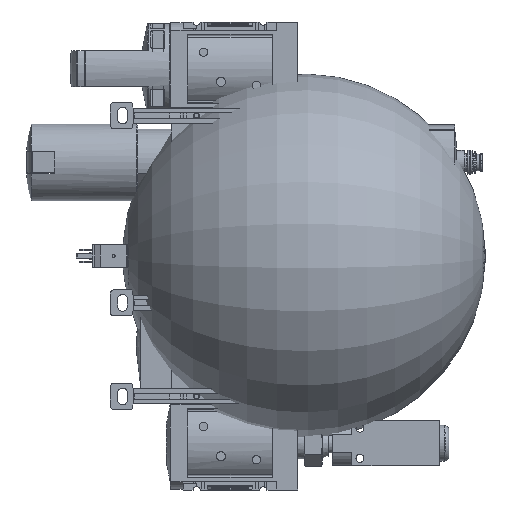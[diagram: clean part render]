
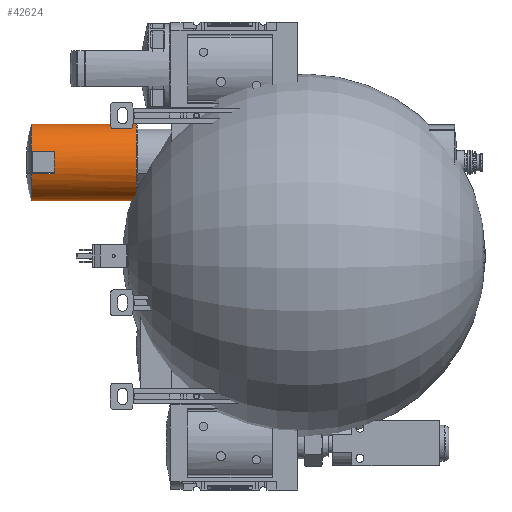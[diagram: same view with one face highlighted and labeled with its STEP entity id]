
A CAD part, left-side view. The second image highlights one B-rep face of the part: STEP entity #42624.
In plain terms, the highlighted cylindrical face has radius 25.5 mm (diameter 51 mm), a full revolution.
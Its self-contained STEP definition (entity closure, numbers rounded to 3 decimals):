
#2733=LINE('',#59096,#6211);
#2734=LINE('',#59100,#6212);
#2735=LINE('',#59101,#6213);
#2736=LINE('',#59109,#6214);
#6211=VECTOR('',#49338,1000.);
#6212=VECTOR('',#49341,1000.);
#6213=VECTOR('',#49342,1000.);
#6214=VECTOR('',#49349,1000.);
#8814=CIRCLE('',#44579,25.5);
#8837=CIRCLE('',#44726,25.5);
#8838=CIRCLE('',#44728,25.5);
#8839=CIRCLE('',#44729,25.5);
#8840=CIRCLE('',#44730,25.5);
#8841=CIRCLE('',#44731,25.5);
#8842=CIRCLE('',#44732,25.5);
#12116=ORIENTED_EDGE('',*,*,#20233,.F.);
#12117=ORIENTED_EDGE('',*,*,#20231,.T.);
#12118=ORIENTED_EDGE('',*,*,#20234,.T.);
#12119=ORIENTED_EDGE('',*,*,#20235,.F.);
#12120=ORIENTED_EDGE('',*,*,#20236,.F.);
#12121=ORIENTED_EDGE('',*,*,#19960,.T.);
#12122=ORIENTED_EDGE('',*,*,#20237,.F.);
#12123=ORIENTED_EDGE('',*,*,#20238,.F.);
#12124=ORIENTED_EDGE('',*,*,#20239,.F.);
#12125=ORIENTED_EDGE('',*,*,#20240,.F.);
#12126=ORIENTED_EDGE('',*,*,#20241,.T.);
#19960=EDGE_CURVE('',#24305,#24304,#8814,.T.);
#20231=EDGE_CURVE('',#24475,#24474,#8837,.T.);
#20233=EDGE_CURVE('',#24476,#24476,#8838,.T.);
#20234=EDGE_CURVE('',#24474,#24477,#2733,.T.);
#20235=EDGE_CURVE('',#24478,#24477,#8839,.T.);
#20236=EDGE_CURVE('',#24305,#24478,#2734,.T.);
#20237=EDGE_CURVE('',#24479,#24304,#2735,.F.);
#20238=EDGE_CURVE('',#24480,#24479,#8840,.T.);
#20239=EDGE_CURVE('',#24481,#24480,#8841,.T.);
#20240=EDGE_CURVE('',#24482,#24481,#8842,.T.);
#20241=EDGE_CURVE('',#24482,#24475,#2736,.F.);
#24304=VERTEX_POINT('',#58528);
#24305=VERTEX_POINT('',#58530);
#24474=VERTEX_POINT('',#59085);
#24475=VERTEX_POINT('',#59087);
#24476=VERTEX_POINT('',#59095);
#24477=VERTEX_POINT('',#59097);
#24478=VERTEX_POINT('',#59099);
#24479=VERTEX_POINT('',#59102);
#24480=VERTEX_POINT('',#59104);
#24481=VERTEX_POINT('',#59106);
#24482=VERTEX_POINT('',#59108);
#27410=EDGE_LOOP('',(#12116));
#27411=EDGE_LOOP('',(#12117,#12118,#12119,#12120,#12121,#12122,#12123,#12124,
#12125,#12126));
#29577=FACE_BOUND('',#27410,.T.);
#29578=FACE_BOUND('',#27411,.T.);
#31324=CYLINDRICAL_SURFACE('',#44727,25.5);
#42624=ADVANCED_FACE('',(#29577,#29578),#31324,.T.);
#44579=AXIS2_PLACEMENT_3D('',#58529,#48808,#48809);
#44726=AXIS2_PLACEMENT_3D('',#59086,#49332,#49333);
#44727=AXIS2_PLACEMENT_3D('',#59093,#49334,#49335);
#44728=AXIS2_PLACEMENT_3D('',#59094,#49336,#49337);
#44729=AXIS2_PLACEMENT_3D('',#59098,#49339,#49340);
#44730=AXIS2_PLACEMENT_3D('',#59103,#49343,#49344);
#44731=AXIS2_PLACEMENT_3D('',#59105,#49345,#49346);
#44732=AXIS2_PLACEMENT_3D('',#59107,#49347,#49348);
#48808=DIRECTION('',(0.,-1.,0.));
#48809=DIRECTION('',(0.,0.,-1.));
#49332=DIRECTION('',(0.,-1.,0.));
#49333=DIRECTION('',(0.,0.,-1.));
#49334=DIRECTION('',(0.,-1.,0.));
#49335=DIRECTION('',(0.,0.,-1.));
#49336=DIRECTION('',(0.,-1.,0.));
#49337=DIRECTION('',(0.,0.,-1.));
#49338=DIRECTION('',(0.,-1.,0.));
#49339=DIRECTION('',(0.,1.,0.));
#49340=DIRECTION('',(0.,0.,1.));
#49341=DIRECTION('',(0.,-1.,0.));
#49342=DIRECTION('',(0.,-1.,0.));
#49343=DIRECTION('',(0.,1.,0.));
#49344=DIRECTION('',(0.,0.,1.));
#49345=DIRECTION('',(0.,1.,0.));
#49346=DIRECTION('',(0.,0.,1.));
#49347=DIRECTION('',(0.,1.,0.));
#49348=DIRECTION('',(0.,0.,1.));
#49349=DIRECTION('',(0.,-1.,0.));
#58528=CARTESIAN_POINT('',(24.372,131.5,-7.5));
#58529=CARTESIAN_POINT('',(0.,131.5,0.));
#58530=CARTESIAN_POINT('',(-24.372,131.5,-7.5));
#59085=CARTESIAN_POINT('',(-24.372,131.5,7.5));
#59086=CARTESIAN_POINT('',(0.,131.5,0.));
#59087=CARTESIAN_POINT('',(24.372,131.5,7.5));
#59093=CARTESIAN_POINT('',(0.,39.,0.));
#59094=CARTESIAN_POINT('',(0.,62.,0.));
#59095=CARTESIAN_POINT('',(0.,62.,-25.5));
#59096=CARTESIAN_POINT('',(-24.372,39.,7.5));
#59097=CARTESIAN_POINT('',(-24.372,116.5,7.5));
#59098=CARTESIAN_POINT('',(0.,116.5,0.));
#59099=CARTESIAN_POINT('',(-24.372,116.5,-7.5));
#59100=CARTESIAN_POINT('',(-24.372,39.,-7.5));
#59101=CARTESIAN_POINT('',(24.372,39.,-7.5));
#59102=CARTESIAN_POINT('',(24.372,116.5,-7.5));
#59103=CARTESIAN_POINT('',(0.,116.5,0.));
#59104=CARTESIAN_POINT('',(24.52,116.5,-7.));
#59105=CARTESIAN_POINT('',(0.,116.5,0.));
#59106=CARTESIAN_POINT('',(24.52,116.5,7.));
#59107=CARTESIAN_POINT('',(0.,116.5,0.));
#59108=CARTESIAN_POINT('',(24.372,116.5,7.5));
#59109=CARTESIAN_POINT('',(24.372,39.,7.5));
